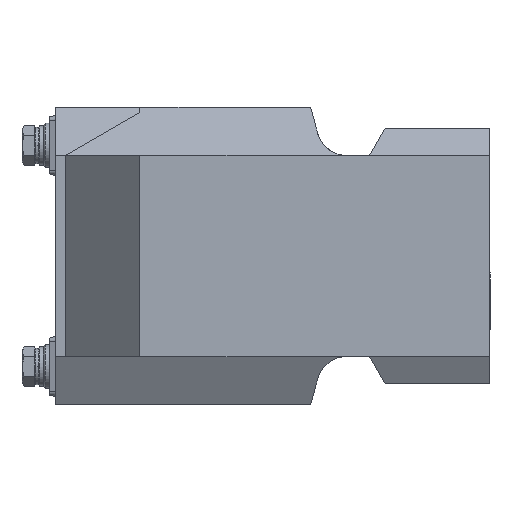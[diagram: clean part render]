
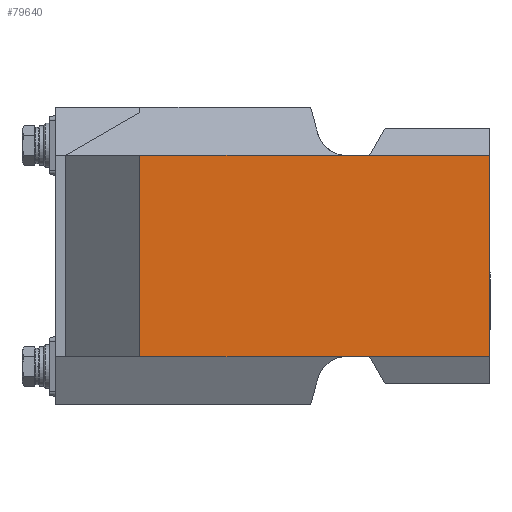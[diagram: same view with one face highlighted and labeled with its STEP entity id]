
A CAD part, left-side view. The second image highlights one B-rep face of the part: STEP entity #79640.
In plain terms, the highlighted planar face has unit normal (-1, 0, 0).
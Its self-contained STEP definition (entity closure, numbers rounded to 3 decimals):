
#2111 = EDGE_LOOP ( 'NONE', ( #163710, #94867, #185132, #43434 ) ) ;
#2767 = LINE ( 'NONE', #22248, #223468 ) ;
#6510 = DIRECTION ( 'NONE',  ( 0., -1., 0. ) ) ;
#10669 = CARTESIAN_POINT ( 'NONE',  ( -137.5, 0., -50. ) ) ;
#14022 = CARTESIAN_POINT ( 'NONE',  ( -137.5, 174., -50. ) ) ;
#15291 = EDGE_CURVE ( 'NONE', #111005, #56113, #223821, .T. ) ;
#21972 = LINE ( 'NONE', #64367, #62853 ) ;
#22248 = CARTESIAN_POINT ( 'NONE',  ( -137.5, 174., -50. ) ) ;
#43434 = ORIENTED_EDGE ( 'NONE', *, *, #15291, .T. ) ;
#52115 = DIRECTION ( 'NONE',  ( 0., 0., 1. ) ) ;
#56113 = VERTEX_POINT ( 'NONE', #10669 ) ;
#62853 = VECTOR ( 'NONE', #82048, 1000. ) ;
#64367 = CARTESIAN_POINT ( 'NONE',  ( -137.5, 0., -50. ) ) ;
#79640 = ADVANCED_FACE ( 'NONE', ( #111459 ), #138976, .T. ) ;
#79934 = AXIS2_PLACEMENT_3D ( 'NONE', #14022, #156497, #52115 ) ;
#82048 = DIRECTION ( 'NONE',  ( 0., 0., 1. ) ) ;
#84737 = VERTEX_POINT ( 'NONE', #88859 ) ;
#84908 = VECTOR ( 'NONE', #141487, 1000. ) ;
#85815 = CARTESIAN_POINT ( 'NONE',  ( -137.5, 174., -50. ) ) ;
#88859 = CARTESIAN_POINT ( 'NONE',  ( -137.5, 174., 50. ) ) ;
#88978 = CARTESIAN_POINT ( 'NONE',  ( -137.5, 174., -50. ) ) ;
#94867 = ORIENTED_EDGE ( 'NONE', *, *, #99879, .F. ) ;
#99879 = EDGE_CURVE ( 'NONE', #84737, #216743, #122225, .T. ) ;
#111005 = VERTEX_POINT ( 'NONE', #85815 ) ;
#111459 = FACE_OUTER_BOUND ( 'NONE', #2111, .T. ) ;
#122225 = LINE ( 'NONE', #215200, #203934 ) ;
#126658 = DIRECTION ( 'NONE',  ( 0., 0., 1. ) ) ;
#138976 = PLANE ( 'NONE',  #79934 ) ;
#141487 = DIRECTION ( 'NONE',  ( 0., -1., 0. ) ) ;
#156497 = DIRECTION ( 'NONE',  ( -1., 0., 0. ) ) ;
#160690 = CARTESIAN_POINT ( 'NONE',  ( -137.5, 0., 50. ) ) ;
#163710 = ORIENTED_EDGE ( 'NONE', *, *, #201940, .T. ) ;
#172667 = EDGE_CURVE ( 'NONE', #111005, #84737, #2767, .T. ) ;
#185132 = ORIENTED_EDGE ( 'NONE', *, *, #172667, .F. ) ;
#201940 = EDGE_CURVE ( 'NONE', #56113, #216743, #21972, .T. ) ;
#203934 = VECTOR ( 'NONE', #6510, 1000. ) ;
#215200 = CARTESIAN_POINT ( 'NONE',  ( -137.5, 174., 50. ) ) ;
#216743 = VERTEX_POINT ( 'NONE', #160690 ) ;
#223468 = VECTOR ( 'NONE', #126658, 1000. ) ;
#223821 = LINE ( 'NONE', #88978, #84908 ) ;
